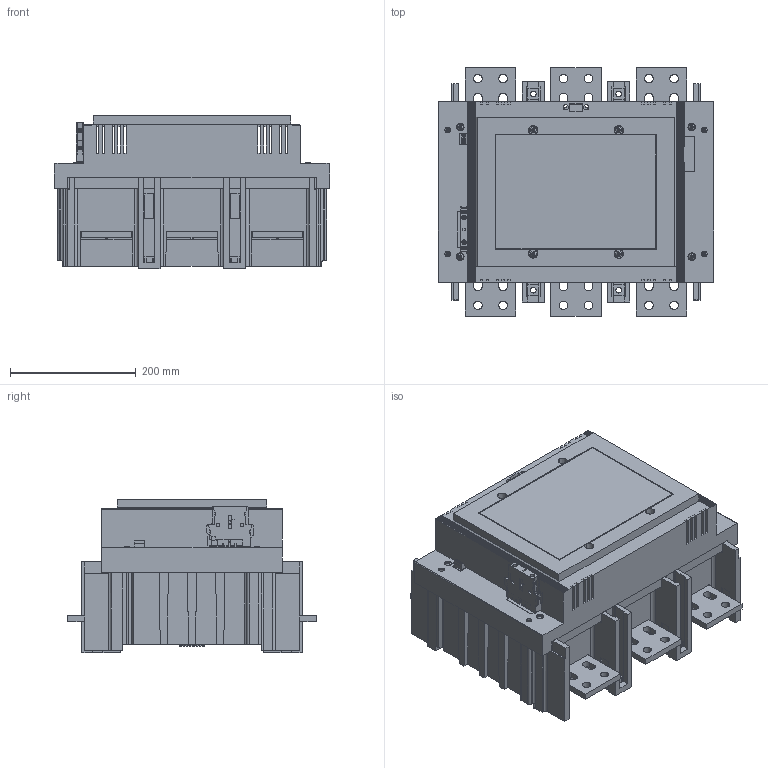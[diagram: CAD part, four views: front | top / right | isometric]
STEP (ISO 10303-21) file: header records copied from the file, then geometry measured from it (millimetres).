
FILE_DESCRIPTION((''),'2;1');
FILE_NAME('10003243635_ASM','2018-01-16T',('cwyrsch'),('Rockwell Automation Switzerland GmbH'),'PRO/ENGINEER BY PARAMETRIC TECHNOLOGY CORPORATION, 2015440','PRO/ENGINEER BY PARAMETRIC TECHNOLOGY CORPORATION, 2015440','');
FILE_SCHEMA(('AUTOMOTIVE_DESIGN { 1 0 10303 214 1 1 1 1 }'));
Products named in the file (9): 10003243636; 10003243637; 10003243638; 10003243641; 10003243642; 10002701199; 10002701200; 10003610716_ASM; 10003243635_ASM
Assembly tree (32 placements, depth 3):
  10003243635_ASM
    10003243636
    10003243637  x6
    10003243638
    10003243641  x12
    10003243642  x6
    10003610716_ASM
      10002701199
      10002701200  x4
Bounding box: 437.7 x 394.2 x 244.3 mm (x, y, z)
Volume: 7626113.7 mm3; surface area: 2015439.6 mm2
Topology: 31 solids, 31 shells, 4680 faces, 12910 edges, 8436 vertices
Faces by surface type: plane 2435, cylinder 1759, torus 346, cone 140
Entity records: 111739 total; most frequent: CARTESIAN_POINT 16471, ORIENTED_EDGE 15132, DIRECTION 14951, PRESENTATION_STYLE_ASSIGNMENT 7601, STYLED_ITEM 7573, CURVE_STYLE 7566, EDGE_CURVE 7566, VECTOR 5321
